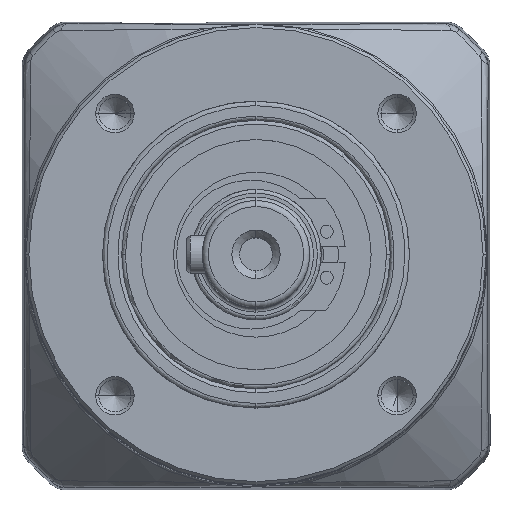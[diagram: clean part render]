
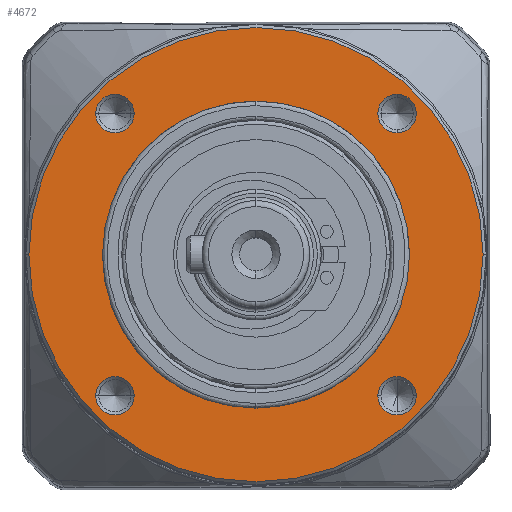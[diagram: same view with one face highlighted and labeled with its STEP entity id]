
A CAD part, top view. The second image highlights one B-rep face of the part: STEP entity #4672.
In plain terms, the highlighted planar face has unit normal (0, 0, 1).
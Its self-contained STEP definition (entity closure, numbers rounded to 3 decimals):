
#957 = DIRECTION ( 'NONE',  ( 1., 0., 0. ) ) ;
#989 = DIRECTION ( 'NONE',  ( 0., 0., -1. ) ) ;
#994 = CARTESIAN_POINT ( 'NONE',  ( -18.385, -18.385, 25.5 ) ) ;
#1233 = CARTESIAN_POINT ( 'NONE',  ( -18.385, 18.385, 25.5 ) ) ;
#1256 = CARTESIAN_POINT ( 'NONE',  ( 15.885, -18.385, 25.5 ) ) ;
#1295 = VERTEX_POINT ( 'NONE', #3318 ) ;
#1415 = CARTESIAN_POINT ( 'NONE',  ( 20.885, -18.385, 25.5 ) ) ;
#1497 = DIRECTION ( 'NONE',  ( 1., 0., 0. ) ) ;
#1529 = DIRECTION ( 'NONE',  ( 0., 0., -1. ) ) ;
#1567 = CARTESIAN_POINT ( 'NONE',  ( -18.385, 18.385, 25.5 ) ) ;
#1725 = EDGE_CURVE ( 'NONE', #14465, #4911, #25951, .T. ) ;
#1823 = CIRCLE ( 'NONE', #20107, 20. ) ;
#2186 = VERTEX_POINT ( 'NONE', #19712 ) ;
#2218 = FACE_BOUND ( 'NONE', #10437, .T. ) ;
#2247 = FACE_BOUND ( 'NONE', #27842, .T. ) ;
#2795 = ORIENTED_EDGE ( 'NONE', *, *, #10212, .T. ) ;
#2926 = CIRCLE ( 'NONE', #9164, 20. ) ;
#2944 = CARTESIAN_POINT ( 'NONE',  ( 0., 0., 25.5 ) ) ;
#3175 = DIRECTION ( 'NONE',  ( 1., 0., 0. ) ) ;
#3196 = AXIS2_PLACEMENT_3D ( 'NONE', #1567, #1529, #1497 ) ;
#3318 = CARTESIAN_POINT ( 'NONE',  ( 20., 0., 25.5 ) ) ;
#3476 = DIRECTION ( 'NONE',  ( 1., 0., 0. ) ) ;
#4019 = DIRECTION ( 'NONE',  ( 1., 0., 0. ) ) ;
#4024 = DIRECTION ( 'NONE',  ( 0., 0., -1. ) ) ;
#4046 = CARTESIAN_POINT ( 'NONE',  ( 18.385, -18.385, 25.5 ) ) ;
#4175 = VERTEX_POINT ( 'NONE', #22459 ) ;
#4405 = ORIENTED_EDGE ( 'NONE', *, *, #19208, .T. ) ;
#4498 = EDGE_CURVE ( 'NONE', #10139, #15879, #13764, .T. ) ;
#4672 = ADVANCED_FACE ( 'NONE', ( #25842, #9248, #2218, #14641, #2247, #24987 ), #15902, .T. ) ;
#4911 = VERTEX_POINT ( 'NONE', #11900 ) ;
#5121 = CARTESIAN_POINT ( 'NONE',  ( -20.885, 18.385, 25.5 ) ) ;
#6057 = ORIENTED_EDGE ( 'NONE', *, *, #15695, .T. ) ;
#6098 = ORIENTED_EDGE ( 'NONE', *, *, #4498, .T. ) ;
#6167 = VERTEX_POINT ( 'NONE', #17289 ) ;
#7002 = AXIS2_PLACEMENT_3D ( 'NONE', #1233, #16746, #3476 ) ;
#7258 = CARTESIAN_POINT ( 'NONE',  ( -18.385, -18.385, 25.5 ) ) ;
#7838 = CIRCLE ( 'NONE', #7002, 2.5 ) ;
#7851 = DIRECTION ( 'NONE',  ( 0., -1., 0. ) ) ;
#7882 = DIRECTION ( 'NONE',  ( 0., 0., -1. ) ) ;
#7886 = CARTESIAN_POINT ( 'NONE',  ( 18.385, 18.385, 25.5 ) ) ;
#8972 = AXIS2_PLACEMENT_3D ( 'NONE', #7886, #7882, #7851 ) ;
#9164 = AXIS2_PLACEMENT_3D ( 'NONE', #11154, #11119, #11076 ) ;
#9248 = FACE_OUTER_BOUND ( 'NONE', #11790, .T. ) ;
#9492 = DIRECTION ( 'NONE',  ( 1., 0., 0. ) ) ;
#9742 = EDGE_CURVE ( 'NONE', #1295, #6167, #1823, .T. ) ;
#10139 = VERTEX_POINT ( 'NONE', #1415 ) ;
#10204 = DIRECTION ( 'NONE',  ( -1., 0., 0. ) ) ;
#10212 = EDGE_CURVE ( 'NONE', #2186, #28026, #17431, .T. ) ;
#10239 = DIRECTION ( 'NONE',  ( 0., 0., -1. ) ) ;
#10242 = CARTESIAN_POINT ( 'NONE',  ( 0., 0., 25.5 ) ) ;
#10437 = EDGE_LOOP ( 'NONE', ( #21598, #4405 ) ) ;
#10947 = AXIS2_PLACEMENT_3D ( 'NONE', #17938, #17898, #3175 ) ;
#11076 = DIRECTION ( 'NONE',  ( -1., 0., 0. ) ) ;
#11119 = DIRECTION ( 'NONE',  ( 0., 0., -1. ) ) ;
#11154 = CARTESIAN_POINT ( 'NONE',  ( 0., 0., 25.5 ) ) ;
#11316 = ORIENTED_EDGE ( 'NONE', *, *, #23869, .T. ) ;
#11614 = AXIS2_PLACEMENT_3D ( 'NONE', #25753, #12402, #27890 ) ;
#11662 = DIRECTION ( 'NONE',  ( 0., 0., -1. ) ) ;
#11761 = EDGE_CURVE ( 'NONE', #6167, #1295, #2926, .T. ) ;
#11790 = EDGE_LOOP ( 'NONE', ( #22411, #27271 ) ) ;
#11900 = CARTESIAN_POINT ( 'NONE',  ( -29.6, 0., 25.5 ) ) ;
#12123 = CIRCLE ( 'NONE', #18484, 2.5 ) ;
#12402 = DIRECTION ( 'NONE',  ( 0., 0., -1. ) ) ;
#12885 = CIRCLE ( 'NONE', #20137, 2.5 ) ;
#13764 = CIRCLE ( 'NONE', #10947, 2.5 ) ;
#14366 = CARTESIAN_POINT ( 'NONE',  ( 18.385, 20.885, 25.5 ) ) ;
#14465 = VERTEX_POINT ( 'NONE', #23312 ) ;
#14641 = FACE_BOUND ( 'NONE', #28307, .T. ) ;
#15613 = VERTEX_POINT ( 'NONE', #5121 ) ;
#15695 = EDGE_CURVE ( 'NONE', #15879, #10139, #12885, .T. ) ;
#15800 = DIRECTION ( 'NONE',  ( 1., 0., 0. ) ) ;
#15836 = DIRECTION ( 'NONE',  ( 0., 0., 1. ) ) ;
#15841 = EDGE_CURVE ( 'NONE', #4175, #15613, #16672, .T. ) ;
#15879 = VERTEX_POINT ( 'NONE', #1256 ) ;
#15902 = PLANE ( 'NONE',  #27283 ) ;
#16275 = ORIENTED_EDGE ( 'NONE', *, *, #15841, .T. ) ;
#16672 = CIRCLE ( 'NONE', #3196, 2.5 ) ;
#16746 = DIRECTION ( 'NONE',  ( 0., 0., -1. ) ) ;
#16757 = EDGE_CURVE ( 'NONE', #22852, #22184, #24697, .T. ) ;
#17289 = CARTESIAN_POINT ( 'NONE',  ( -20., 0., 25.5 ) ) ;
#17431 = CIRCLE ( 'NONE', #28381, 2.5 ) ;
#17459 = CARTESIAN_POINT ( 'NONE',  ( 18.385, 15.885, 25.5 ) ) ;
#17898 = DIRECTION ( 'NONE',  ( 0., 0., -1. ) ) ;
#17938 = CARTESIAN_POINT ( 'NONE',  ( 18.385, -18.385, 25.5 ) ) ;
#18484 = AXIS2_PLACEMENT_3D ( 'NONE', #24989, #11662, #27172 ) ;
#18570 = ORIENTED_EDGE ( 'NONE', *, *, #9742, .T. ) ;
#19054 = ORIENTED_EDGE ( 'NONE', *, *, #22579, .T. ) ;
#19133 = ORIENTED_EDGE ( 'NONE', *, *, #11761, .T. ) ;
#19208 = EDGE_CURVE ( 'NONE', #22184, #22852, #12123, .T. ) ;
#19599 = AXIS2_PLACEMENT_3D ( 'NONE', #7258, #22795, #9492 ) ;
#19712 = CARTESIAN_POINT ( 'NONE',  ( -20.885, -18.385, 25.5 ) ) ;
#20107 = AXIS2_PLACEMENT_3D ( 'NONE', #10242, #10239, #10204 ) ;
#20137 = AXIS2_PLACEMENT_3D ( 'NONE', #4046, #4024, #4019 ) ;
#20414 = CIRCLE ( 'NONE', #11614, 29.6 ) ;
#21460 = AXIS2_PLACEMENT_3D ( 'NONE', #24663, #24624, #24618 ) ;
#21598 = ORIENTED_EDGE ( 'NONE', *, *, #16757, .T. ) ;
#22184 = VERTEX_POINT ( 'NONE', #14366 ) ;
#22411 = ORIENTED_EDGE ( 'NONE', *, *, #24084, .F. ) ;
#22459 = CARTESIAN_POINT ( 'NONE',  ( -15.885, 18.385, 25.5 ) ) ;
#22579 = EDGE_CURVE ( 'NONE', #15613, #4175, #7838, .T. ) ;
#22795 = DIRECTION ( 'NONE',  ( 0., 0., -1. ) ) ;
#22852 = VERTEX_POINT ( 'NONE', #17459 ) ;
#23257 = CIRCLE ( 'NONE', #19599, 2.5 ) ;
#23312 = CARTESIAN_POINT ( 'NONE',  ( 29.6, 0., 25.5 ) ) ;
#23869 = EDGE_CURVE ( 'NONE', #28026, #2186, #23257, .T. ) ;
#24084 = EDGE_CURVE ( 'NONE', #4911, #14465, #20414, .T. ) ;
#24618 = DIRECTION ( 'NONE',  ( -1., 0., 0. ) ) ;
#24624 = DIRECTION ( 'NONE',  ( 0., 0., -1. ) ) ;
#24663 = CARTESIAN_POINT ( 'NONE',  ( 0., 0., 25.5 ) ) ;
#24697 = CIRCLE ( 'NONE', #8972, 2.5 ) ;
#24987 = FACE_BOUND ( 'NONE', #28393, .T. ) ;
#24989 = CARTESIAN_POINT ( 'NONE',  ( 18.385, 18.385, 25.5 ) ) ;
#25592 = CARTESIAN_POINT ( 'NONE',  ( -15.885, -18.385, 25.5 ) ) ;
#25753 = CARTESIAN_POINT ( 'NONE',  ( 0., 0., 25.5 ) ) ;
#25842 = FACE_BOUND ( 'NONE', #26686, .T. ) ;
#25951 = CIRCLE ( 'NONE', #21460, 29.6 ) ;
#26686 = EDGE_LOOP ( 'NONE', ( #19133, #18570 ) ) ;
#27172 = DIRECTION ( 'NONE',  ( 0., -1., 0. ) ) ;
#27271 = ORIENTED_EDGE ( 'NONE', *, *, #1725, .F. ) ;
#27283 = AXIS2_PLACEMENT_3D ( 'NONE', #2944, #15836, #15800 ) ;
#27842 = EDGE_LOOP ( 'NONE', ( #11316, #2795 ) ) ;
#27890 = DIRECTION ( 'NONE',  ( -1., 0., 0. ) ) ;
#28026 = VERTEX_POINT ( 'NONE', #25592 ) ;
#28307 = EDGE_LOOP ( 'NONE', ( #16275, #19054 ) ) ;
#28381 = AXIS2_PLACEMENT_3D ( 'NONE', #994, #989, #957 ) ;
#28393 = EDGE_LOOP ( 'NONE', ( #6098, #6057 ) ) ;
